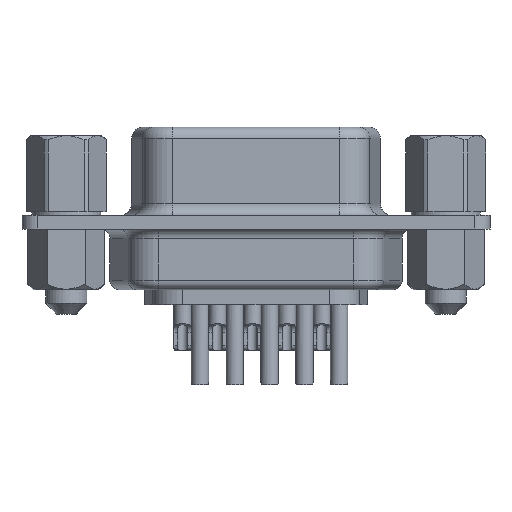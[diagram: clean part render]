
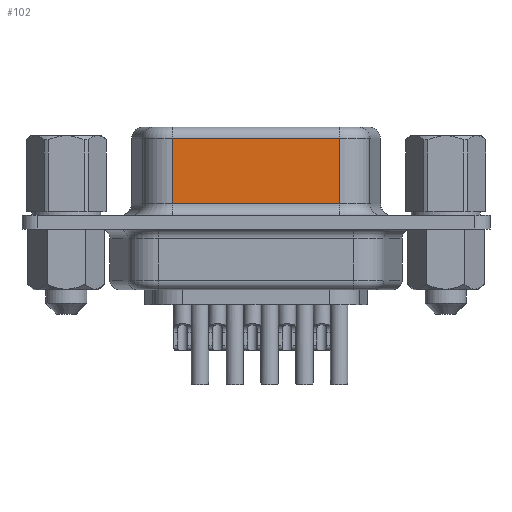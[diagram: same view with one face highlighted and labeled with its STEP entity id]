
A CAD part, front view. The second image highlights one B-rep face of the part: STEP entity #102.
In plain terms, the highlighted planar face has unit normal (0, -1, 0).
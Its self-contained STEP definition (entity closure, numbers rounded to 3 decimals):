
#102 = ADVANCED_FACE ( 'NONE', ( #13285 ), #1592, .F. ) ;
#1578 = DIRECTION ( 'NONE',  ( 0., 0., 1. ) ) ;
#1585 = DIRECTION ( 'NONE',  ( 0., 1., 0. ) ) ;
#1592 = PLANE ( 'NONE',  #7741 ) ;
#1609 = CARTESIAN_POINT ( 'NONE',  ( -5.508, -3.95, 6.25 ) ) ;
#2640 = CARTESIAN_POINT ( 'NONE',  ( 5.508, -3.95, 6.25 ) ) ;
#2657 = DIRECTION ( 'NONE',  ( 0., 0., -1. ) ) ;
#3287 = CARTESIAN_POINT ( 'NONE',  ( 5.508, -3.95, 1.2 ) ) ;
#3292 = DIRECTION ( 'NONE',  ( 1., 0., 0. ) ) ;
#4885 = CARTESIAN_POINT ( 'NONE',  ( -5.508, -3.95, 6.25 ) ) ;
#4888 = DIRECTION ( 'NONE',  ( 0., 0., -1. ) ) ;
#5157 = DIRECTION ( 'NONE',  ( -1., 0., 0. ) ) ;
#5161 = CARTESIAN_POINT ( 'NONE',  ( -5.508, -3.95, 5.5 ) ) ;
#5383 = CARTESIAN_POINT ( 'NONE',  ( -5.508, -3.95, 5.5 ) ) ;
#5434 = CARTESIAN_POINT ( 'NONE',  ( -5.508, -3.95, 1.2 ) ) ;
#5538 = CARTESIAN_POINT ( 'NONE',  ( 5.508, -3.95, 1.2 ) ) ;
#5558 = CARTESIAN_POINT ( 'NONE',  ( 5.508, -3.95, 5.5 ) ) ;
#7741 = AXIS2_PLACEMENT_3D ( 'NONE', #1609, #1585, #1578 ) ;
#7903 = EDGE_CURVE ( 'NONE', #11169, #11131, #10412, .T. ) ;
#8032 = EDGE_CURVE ( 'NONE', #10744, #11131, #10317, .T. ) ;
#8694 = VECTOR ( 'NONE', #4888, 1000. ) ;
#8704 = VECTOR ( 'NONE', #5157, 1000. ) ;
#8706 = LINE ( 'NONE', #5161, #8704 ) ;
#8930 = LINE ( 'NONE', #4885, #8694 ) ;
#9345 = EDGE_CURVE ( 'NONE', #10577, #10744, #8930, .T. ) ;
#9682 = EDGE_CURVE ( 'NONE', #11169, #10577, #8706, .T. ) ;
#9952 = VECTOR ( 'NONE', #3292, 1000. ) ;
#10049 = VECTOR ( 'NONE', #2657, 1000. ) ;
#10317 = LINE ( 'NONE', #3287, #9952 ) ;
#10412 = LINE ( 'NONE', #2640, #10049 ) ;
#10577 = VERTEX_POINT ( 'NONE', #5383 ) ;
#10744 = VERTEX_POINT ( 'NONE', #5434 ) ;
#10975 = ORIENTED_EDGE ( 'NONE', *, *, #7903, .F. ) ;
#11131 = VERTEX_POINT ( 'NONE', #5538 ) ;
#11156 = ORIENTED_EDGE ( 'NONE', *, *, #9345, .T. ) ;
#11169 = VERTEX_POINT ( 'NONE', #5558 ) ;
#11526 = ORIENTED_EDGE ( 'NONE', *, *, #8032, .T. ) ;
#11532 = ORIENTED_EDGE ( 'NONE', *, *, #9682, .T. ) ;
#11857 = EDGE_LOOP ( 'NONE', ( #11156, #11526, #10975, #11532 ) ) ;
#13285 = FACE_OUTER_BOUND ( 'NONE', #11857, .T. ) ;
